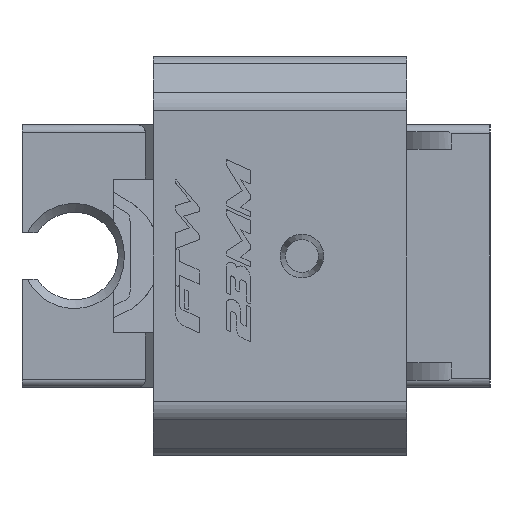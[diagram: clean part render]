
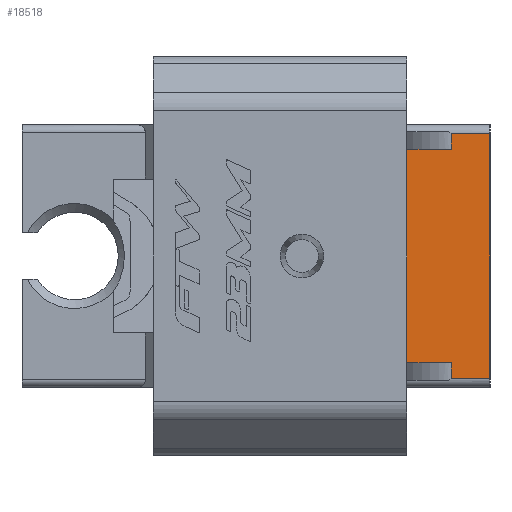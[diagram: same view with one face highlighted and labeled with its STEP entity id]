
A CAD part, left-side view. The second image highlights one B-rep face of the part: STEP entity #18518.
In plain terms, the highlighted planar face has unit normal (-1, 0, 0).
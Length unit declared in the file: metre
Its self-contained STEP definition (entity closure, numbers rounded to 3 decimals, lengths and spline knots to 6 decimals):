
#2830=ORIENTED_EDGE('',*,*,#7763,.T.);
#2831=ORIENTED_EDGE('',*,*,#7351,.F.);
#2832=ORIENTED_EDGE('',*,*,#7768,.F.);
#2833=ORIENTED_EDGE('',*,*,#7366,.F.);
#2834=ORIENTED_EDGE('',*,*,#7767,.T.);
#2835=ORIENTED_EDGE('',*,*,#7769,.T.);
#2836=ORIENTED_EDGE('',*,*,#7378,.T.);
#2837=ORIENTED_EDGE('',*,*,#7376,.T.);
#7351=EDGE_CURVE('',#10101,#10102,#11888,.T.);
#7366=EDGE_CURVE('',#10114,#10115,#11896,.T.);
#7376=EDGE_CURVE('',#10118,#10120,#11898,.T.);
#7378=EDGE_CURVE('',#10121,#10118,#11900,.T.);
#7763=EDGE_CURVE('',#10120,#10102,#12134,.T.);
#7767=EDGE_CURVE('',#10114,#10324,#12137,.T.);
#7768=EDGE_CURVE('',#10115,#10101,#12138,.T.);
#7769=EDGE_CURVE('',#10324,#10121,#12139,.T.);
#10101=VERTEX_POINT('',#26791);
#10102=VERTEX_POINT('',#26793);
#10114=VERTEX_POINT('',#26842);
#10115=VERTEX_POINT('',#26843);
#10118=VERTEX_POINT('',#26887);
#10120=VERTEX_POINT('',#26897);
#10121=VERTEX_POINT('',#26902);
#10324=VERTEX_POINT('',#30530);
#11888=LINE('',#26792,#13948);
#11896=LINE('',#26841,#13956);
#11898=LINE('',#26898,#13958);
#11900=LINE('',#26901,#13960);
#12134=LINE('',#30523,#14194);
#12137=LINE('',#30531,#14197);
#12138=LINE('',#30533,#14198);
#12139=LINE('',#30534,#14199);
#13948=VECTOR('',#21091,1.);
#13956=VECTOR('',#21109,1.);
#13958=VECTOR('',#21111,1.);
#13960=VECTOR('',#21115,1.);
#14194=VECTOR('',#21615,1.);
#14197=VECTOR('',#21626,1.);
#14198=VECTOR('',#21629,1.);
#14199=VECTOR('',#21630,1.);
#15720=EDGE_LOOP('',(#2830,#2831,#2832,#2833,#2834,#2835,#2836,#2837));
#16803=FACE_BOUND('',#15720,.T.);
#17743=PLANE('',#19494);
#18518=ADVANCED_FACE('',(#16803),#17743,.F.);
#19494=AXIS2_PLACEMENT_3D('',#30532,#21627,#21628);
#21091=DIRECTION('',(0.,0.,1.));
#21109=DIRECTION('',(0.,0.,1.));
#21111=DIRECTION('',(0.,0.,-1.));
#21115=DIRECTION('',(0.,1.,0.));
#21615=DIRECTION('',(0.,1.,0.));
#21626=DIRECTION('',(0.,-1.,0.));
#21627=DIRECTION('',(1.,0.,0.));
#21628=DIRECTION('',(0.,0.,-1.));
#21629=DIRECTION('',(0.,1.,0.));
#21630=DIRECTION('',(0.,0.,1.));
#26791=CARTESIAN_POINT('',(0.013,-0.002,-0.0122));
#26792=CARTESIAN_POINT('',(0.013,-0.002,-0.0122));
#26793=CARTESIAN_POINT('',(0.013,-0.002,0.0122));
#26841=CARTESIAN_POINT('',(0.013,-0.007074,-0.0142));
#26842=CARTESIAN_POINT('',(0.013,-0.007074,-0.014));
#26843=CARTESIAN_POINT('',(0.013,-0.007074,-0.0122));
#26887=CARTESIAN_POINT('',(0.013,-0.007074,0.014));
#26897=CARTESIAN_POINT('',(0.013,-0.007074,0.0122));
#26898=CARTESIAN_POINT('',(0.013,-0.007074,0.0142));
#26901=CARTESIAN_POINT('',(0.013,-0.0095,0.014));
#26902=CARTESIAN_POINT('',(0.013,-0.0115,0.014));
#30523=CARTESIAN_POINT('',(0.013,0.,0.0122));
#30530=CARTESIAN_POINT('',(0.013,-0.0115,-0.014));
#30531=CARTESIAN_POINT('',(0.013,-0.0095,-0.014));
#30532=CARTESIAN_POINT('',(0.013,-0.0095,0.));
#30533=CARTESIAN_POINT('',(0.013,0.,-0.0122));
#30534=CARTESIAN_POINT('',(0.013,-0.0115,0.));
